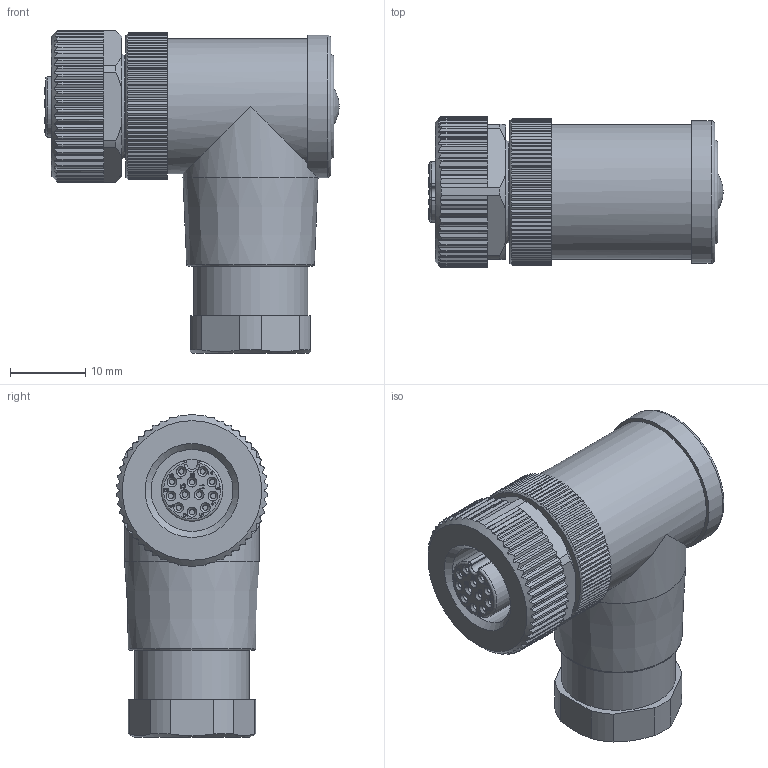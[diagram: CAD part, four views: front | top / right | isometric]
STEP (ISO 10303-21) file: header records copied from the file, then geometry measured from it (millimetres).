
FILE_DESCRIPTION(/* description */ (''),/* implementation_level */ '2;1');
FILE_NAME(/* name */ 'WWAKC12L.stp',/* time_stamp */ '2016-12-09T09:42:09+01:00',/* author */ (''),/* organization */ (''),/* preprocessor_version */ 'ST-DEVELOPER v16',/* originating_system */ 'SIEMENS PLM Software NX 10.0',/* authorisation */ '');
FILE_SCHEMA (('AUTOMOTIVE_DESIGN { 1 0 10303 214 3 1 1 1 }'));
Length unit declared in the file: millimetre
Products named in the file (1): kborB0D5x1wa
Bounding box: 39.2 x 20.16 x 43 mm (x, y, z)
Volume: 15436.1 mm3; surface area: 5223 mm2
Topology: 1 solids, 13 shells, 769 faces, 2133 edges, 1416 vertices
Faces by surface type: plane 415, cylinder 235, extrusion 75, cone 36, torus 5, sphere 2, bspline 1
Full cylindrical faces by diameter (mm): 0.7 x12, 8.2 x1, 10.917 x1, 13.5 x1, 15.2 x1, 18 x2, 19 x1
Entity records: 26945 total; most frequent: CARTESIAN_POINT 8474, ORIENTED_EDGE 4062, DIRECTION 3350, EDGE_CURVE 2031, VERTEX_POINT 1382, AXIS2_PLACEMENT_3D 1119, VECTOR 1112, LINE 1037
